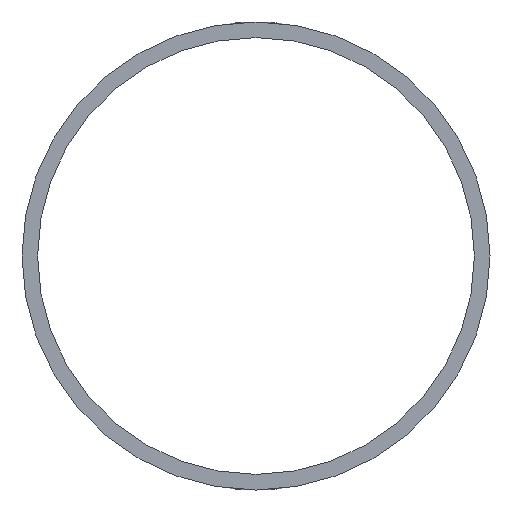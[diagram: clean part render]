
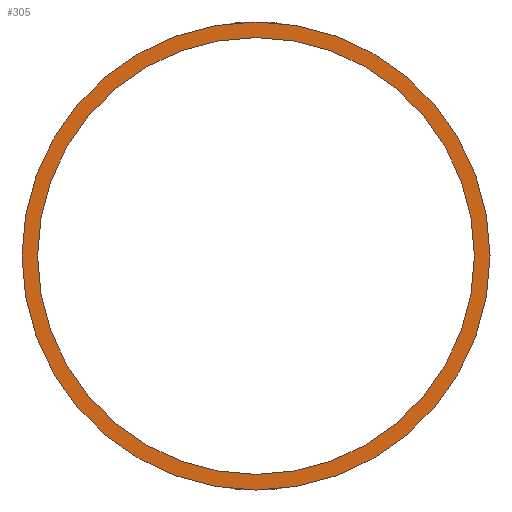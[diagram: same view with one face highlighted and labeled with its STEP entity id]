
A CAD part, front view. The second image highlights one B-rep face of the part: STEP entity #305.
In plain terms, the highlighted planar face has unit normal (0, -1, 0).
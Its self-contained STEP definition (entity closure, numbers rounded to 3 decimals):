
#18 = CARTESIAN_POINT ( 'NONE',  ( 0., 0., -15. ) ) ;
#42 = DIRECTION ( 'NONE',  ( 0., 0., 1. ) ) ;
#46 = DIRECTION ( 'NONE',  ( 0., 1., 0. ) ) ;
#47 = DIRECTION ( 'NONE',  ( 0., 0., 1. ) ) ;
#62 = DIRECTION ( 'NONE',  ( 0., 1., 0. ) ) ;
#100 = CARTESIAN_POINT ( 'NONE',  ( 0., 0., 14. ) ) ;
#111 = EDGE_CURVE ( 'NONE', #562, #322, #156, .T. ) ;
#114 = ORIENTED_EDGE ( 'NONE', *, *, #357, .F. ) ;
#138 = CIRCLE ( 'NONE', #511, 15. ) ;
#156 = CIRCLE ( 'NONE', #177, 14. ) ;
#169 = FACE_BOUND ( 'NONE', #412, .T. ) ;
#177 = AXIS2_PLACEMENT_3D ( 'NONE', #516, #46, #421 ) ;
#179 = CIRCLE ( 'NONE', #419, 14. ) ;
#189 = CARTESIAN_POINT ( 'NONE',  ( 0., 0., 0. ) ) ;
#197 = DIRECTION ( 'NONE',  ( 0., 1., 0. ) ) ;
#221 = DIRECTION ( 'NONE',  ( 0., 0., 1. ) ) ;
#264 = CIRCLE ( 'NONE', #407, 15. ) ;
#267 = EDGE_LOOP ( 'NONE', ( #114, #624 ) ) ;
#272 = PLANE ( 'NONE',  #642 ) ;
#286 = VERTEX_POINT ( 'NONE', #581 ) ;
#305 = ADVANCED_FACE ( 'NONE', ( #431, #169 ), #272, .F. ) ;
#322 = VERTEX_POINT ( 'NONE', #533 ) ;
#325 = EDGE_CURVE ( 'NONE', #322, #562, #179, .T. ) ;
#357 = EDGE_CURVE ( 'NONE', #631, #286, #264, .T. ) ;
#394 = CARTESIAN_POINT ( 'NONE',  ( 0., 0., 0. ) ) ;
#407 = AXIS2_PLACEMENT_3D ( 'NONE', #189, #543, #42 ) ;
#412 = EDGE_LOOP ( 'NONE', ( #618, #467 ) ) ;
#419 = AXIS2_PLACEMENT_3D ( 'NONE', #394, #476, #221 ) ;
#421 = DIRECTION ( 'NONE',  ( 0., 0., 1. ) ) ;
#431 = FACE_OUTER_BOUND ( 'NONE', #267, .T. ) ;
#436 = DIRECTION ( 'NONE',  ( 0., 0., 1. ) ) ;
#459 = CARTESIAN_POINT ( 'NONE',  ( 0., 0., 0. ) ) ;
#467 = ORIENTED_EDGE ( 'NONE', *, *, #111, .T. ) ;
#476 = DIRECTION ( 'NONE',  ( 0., 1., 0. ) ) ;
#485 = CARTESIAN_POINT ( 'NONE',  ( 0., 0., 0. ) ) ;
#511 = AXIS2_PLACEMENT_3D ( 'NONE', #459, #197, #47 ) ;
#516 = CARTESIAN_POINT ( 'NONE',  ( 0., 0., 0. ) ) ;
#522 = EDGE_CURVE ( 'NONE', #286, #631, #138, .T. ) ;
#533 = CARTESIAN_POINT ( 'NONE',  ( 0., 0., -14. ) ) ;
#543 = DIRECTION ( 'NONE',  ( 0., 1., 0. ) ) ;
#562 = VERTEX_POINT ( 'NONE', #100 ) ;
#581 = CARTESIAN_POINT ( 'NONE',  ( 0., 0., 15. ) ) ;
#618 = ORIENTED_EDGE ( 'NONE', *, *, #325, .T. ) ;
#624 = ORIENTED_EDGE ( 'NONE', *, *, #522, .F. ) ;
#631 = VERTEX_POINT ( 'NONE', #18 ) ;
#642 = AXIS2_PLACEMENT_3D ( 'NONE', #485, #62, #436 ) ;
